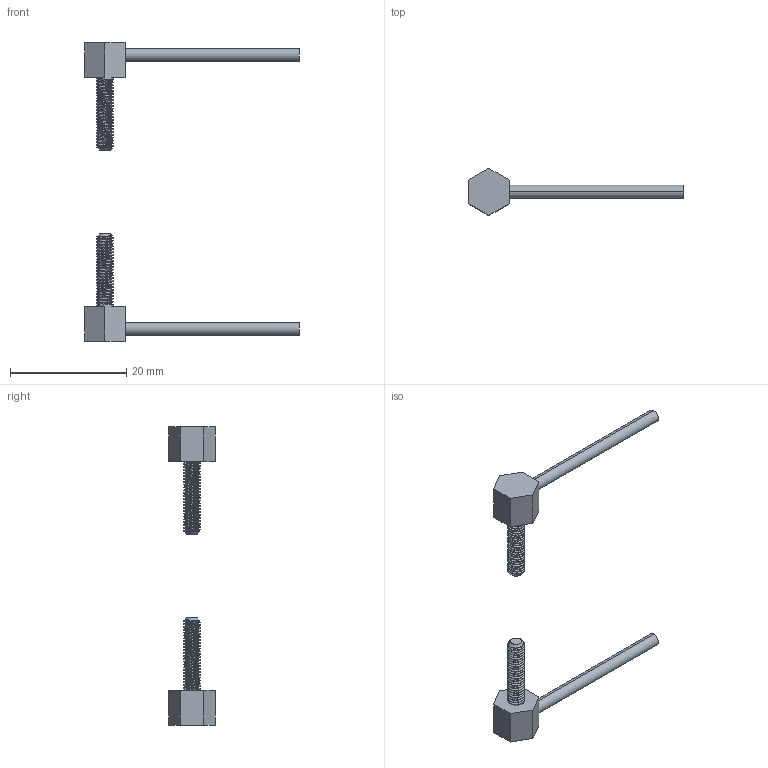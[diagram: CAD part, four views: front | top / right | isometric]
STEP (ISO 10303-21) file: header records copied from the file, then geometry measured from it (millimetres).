
FILE_DESCRIPTION((''),'2;1');
FILE_NAME('ADMI20BCM9YJ_ASM','2021-08-11T',('Gavin'),(''),'PRO/ENGINEER BY PARAMETRIC TECHNOLOGY CORPORATION, 2009440','PRO/ENGINEER BY PARAMETRIC TECHNOLOGY CORPORATION, 2009440','');
FILE_SCHEMA(('CONFIG_CONTROL_DESIGN'));
Length unit declared in the file: millimetre
Products named in the file (3): MANIFOLD_SOLID_BREP_100; MANIFOLD_SOLID_BREP_101; ADMI20BCM9YJ_ASM
Assembly tree (2 placements, depth 2):
  ADMI20BCM9YJ_ASM
    MANIFOLD_SOLID_BREP_100
    MANIFOLD_SOLID_BREP_101
Bounding box: 37 x 8.08 x 51.4 mm (x, y, z)
Surface area: 1191 mm2 (no closed solid volume)
Topology: 0 solids, 2 shells, 232 faces, 679 edges, 453 vertices
Faces by surface type: cylinder 198, plane 24, cone 6, bspline 4
Entity records: 15805 total; most frequent: CARTESIAN_POINT 10338, ORIENTED_EDGE 1348, DIRECTION 776, EDGE_CURVE 679, VERTEX_POINT 453, B_SPLINE_CURVE_WITH_KNOTS 396, AXIS2_PLACEMENT_3D 260, VECTOR 256
